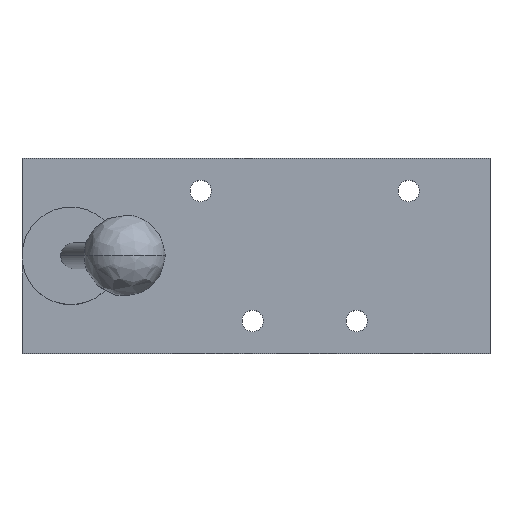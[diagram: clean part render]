
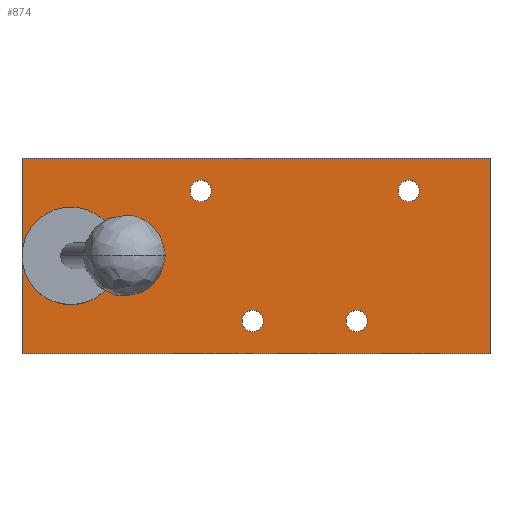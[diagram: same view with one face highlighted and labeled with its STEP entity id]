
A CAD part, top view. The second image highlights one B-rep face of the part: STEP entity #874.
In plain terms, the highlighted planar face has unit normal (0, 0, 1).
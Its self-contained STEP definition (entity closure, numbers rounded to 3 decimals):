
#1 = DIRECTION ( 'NONE',  ( 0., 1., 0. ) ) ;
#2 = EDGE_CURVE ( 'NONE', #855, #529, #659, .T. ) ;
#6 = CIRCLE ( 'NONE', #811, 15. ) ;
#42 = EDGE_LOOP ( 'NONE', ( #832, #652 ) ) ;
#56 = CARTESIAN_POINT ( 'NONE',  ( -80., 44., 30. ) ) ;
#64 = CIRCLE ( 'NONE', #284, 3.3 ) ;
#68 = CARTESIAN_POINT ( 'NONE',  ( -25., 34., 30. ) ) ;
#72 = VERTEX_POINT ( 'NONE', #392 ) ;
#75 = VERTEX_POINT ( 'NONE', #907 ) ;
#76 = ORIENTED_EDGE ( 'NONE', *, *, #261, .F. ) ;
#100 = ORIENTED_EDGE ( 'NONE', *, *, #213, .F. ) ;
#101 = ORIENTED_EDGE ( 'NONE', *, *, #1041, .T. ) ;
#103 = CARTESIAN_POINT ( 'NONE',  ( -25., 34., 30. ) ) ;
#105 = VECTOR ( 'NONE', #271, 1000. ) ;
#110 = ORIENTED_EDGE ( 'NONE', *, *, #422, .F. ) ;
#111 = DIRECTION ( 'NONE',  ( 0., 0., 1. ) ) ;
#113 = CARTESIAN_POINT ( 'NONE',  ( 64., 44., 30. ) ) ;
#120 = VECTOR ( 'NONE', #972, 1000. ) ;
#140 = VERTEX_POINT ( 'NONE', #143 ) ;
#141 = VERTEX_POINT ( 'NONE', #56 ) ;
#143 = CARTESIAN_POINT ( 'NONE',  ( 23., -2.7, 30. ) ) ;
#149 = CARTESIAN_POINT ( 'NONE',  ( -80., -16., 30. ) ) ;
#151 = DIRECTION ( 'NONE',  ( 0., 0., 1. ) ) ;
#156 = CARTESIAN_POINT ( 'NONE',  ( 23., -6., 30. ) ) ;
#164 = CIRCLE ( 'NONE', #263, 15. ) ;
#169 = CARTESIAN_POINT ( 'NONE',  ( -25., 30.7, 30. ) ) ;
#175 = CARTESIAN_POINT ( 'NONE',  ( -8., -16., 30. ) ) ;
#182 = CARTESIAN_POINT ( 'NONE',  ( -9., -6., 30. ) ) ;
#189 = ORIENTED_EDGE ( 'NONE', *, *, #1048, .F. ) ;
#191 = DIRECTION ( 'NONE',  ( 0., 0., 1. ) ) ;
#193 = EDGE_CURVE ( 'NONE', #141, #441, #899, .T. ) ;
#213 = EDGE_CURVE ( 'NONE', #441, #855, #540, .T. ) ;
#219 = EDGE_CURVE ( 'NONE', #674, #639, #1077, .T. ) ;
#253 = CARTESIAN_POINT ( 'NONE',  ( -65., 14., 30. ) ) ;
#254 = AXIS2_PLACEMENT_3D ( 'NONE', #103, #812, #288 ) ;
#261 = EDGE_CURVE ( 'NONE', #140, #301, #393, .T. ) ;
#263 = AXIS2_PLACEMENT_3D ( 'NONE', #716, #1143, #280 ) ;
#271 = DIRECTION ( 'NONE',  ( 1., 0., 0. ) ) ;
#273 = DIRECTION ( 'NONE',  ( -1., 0., 0. ) ) ;
#280 = DIRECTION ( 'NONE',  ( -1., 0., 0. ) ) ;
#284 = AXIS2_PLACEMENT_3D ( 'NONE', #182, #191, #1 ) ;
#288 = DIRECTION ( 'NONE',  ( 0., 1., 0. ) ) ;
#299 = ORIENTED_EDGE ( 'NONE', *, *, #193, .F. ) ;
#301 = VERTEX_POINT ( 'NONE', #368 ) ;
#303 = VECTOR ( 'NONE', #466, 1000. ) ;
#309 = AXIS2_PLACEMENT_3D ( 'NONE', #68, #536, #942 ) ;
#310 = CARTESIAN_POINT ( 'NONE',  ( -80., -16., 30. ) ) ;
#324 = FACE_BOUND ( 'NONE', #952, .T. ) ;
#340 = CIRCLE ( 'NONE', #423, 3.3 ) ;
#358 = EDGE_CURVE ( 'NONE', #794, #141, #700, .T. ) ;
#368 = CARTESIAN_POINT ( 'NONE',  ( 23., -9.3, 30. ) ) ;
#370 = EDGE_CURVE ( 'NONE', #639, #674, #567, .T. ) ;
#392 = CARTESIAN_POINT ( 'NONE',  ( 39., 37.3, 30. ) ) ;
#393 = CIRCLE ( 'NONE', #453, 3.3 ) ;
#421 = DIRECTION ( 'NONE',  ( 1., 0., 0. ) ) ;
#422 = EDGE_CURVE ( 'NONE', #529, #794, #678, .T. ) ;
#423 = AXIS2_PLACEMENT_3D ( 'NONE', #785, #450, #876 ) ;
#430 = DIRECTION ( 'NONE',  ( 0., 0., 1. ) ) ;
#441 = VERTEX_POINT ( 'NONE', #113 ) ;
#447 = CARTESIAN_POINT ( 'NONE',  ( 39., 34., 30. ) ) ;
#449 = VECTOR ( 'NONE', #737, 1000. ) ;
#450 = DIRECTION ( 'NONE',  ( 0., 0., 1. ) ) ;
#453 = AXIS2_PLACEMENT_3D ( 'NONE', #879, #430, #711 ) ;
#466 = DIRECTION ( 'NONE',  ( 0., 1., 0. ) ) ;
#474 = CIRCLE ( 'NONE', #538, 3.3 ) ;
#480 = CARTESIAN_POINT ( 'NONE',  ( -80., 14., 30. ) ) ;
#484 = AXIS2_PLACEMENT_3D ( 'NONE', #149, #584, #421 ) ;
#527 = CIRCLE ( 'NONE', #665, 3.3 ) ;
#529 = VERTEX_POINT ( 'NONE', #310 ) ;
#536 = DIRECTION ( 'NONE',  ( 0., 0., 1. ) ) ;
#538 = AXIS2_PLACEMENT_3D ( 'NONE', #156, #151, #1132 ) ;
#540 = LINE ( 'NONE', #1032, #120 ) ;
#545 = ORIENTED_EDGE ( 'NONE', *, *, #1135, .F. ) ;
#551 = ORIENTED_EDGE ( 'NONE', *, *, #358, .F. ) ;
#557 = CARTESIAN_POINT ( 'NONE',  ( 39., 34., 30. ) ) ;
#567 = CIRCLE ( 'NONE', #254, 3.3 ) ;
#575 = VERTEX_POINT ( 'NONE', #761 ) ;
#584 = DIRECTION ( 'NONE',  ( 0., 0., 1. ) ) ;
#595 = CARTESIAN_POINT ( 'NONE',  ( -25., 37.3, 30. ) ) ;
#607 = ORIENTED_EDGE ( 'NONE', *, *, #825, .F. ) ;
#614 = CIRCLE ( 'NONE', #680, 3.3 ) ;
#615 = FACE_OUTER_BOUND ( 'NONE', #1118, .T. ) ;
#636 = ORIENTED_EDGE ( 'NONE', *, *, #2, .F. ) ;
#638 = EDGE_CURVE ( 'NONE', #301, #140, #474, .T. ) ;
#639 = VERTEX_POINT ( 'NONE', #595 ) ;
#642 = CARTESIAN_POINT ( 'NONE',  ( -80., 14., 30. ) ) ;
#652 = ORIENTED_EDGE ( 'NONE', *, *, #219, .F. ) ;
#659 = LINE ( 'NONE', #175, #787 ) ;
#661 = ORIENTED_EDGE ( 'NONE', *, *, #638, .F. ) ;
#665 = AXIS2_PLACEMENT_3D ( 'NONE', #447, #1134, #767 ) ;
#674 = VERTEX_POINT ( 'NONE', #169 ) ;
#678 = LINE ( 'NONE', #480, #449 ) ;
#680 = AXIS2_PLACEMENT_3D ( 'NONE', #557, #111, #1075 ) ;
#700 = LINE ( 'NONE', #642, #303 ) ;
#711 = DIRECTION ( 'NONE',  ( 0., 1., 0. ) ) ;
#716 = CARTESIAN_POINT ( 'NONE',  ( -65., 14., 30. ) ) ;
#734 = ORIENTED_EDGE ( 'NONE', *, *, #786, .T. ) ;
#737 = DIRECTION ( 'NONE',  ( 0., 1., 0. ) ) ;
#746 = EDGE_LOOP ( 'NONE', ( #76, #661 ) ) ;
#761 = CARTESIAN_POINT ( 'NONE',  ( -9., -9.3, 30. ) ) ;
#767 = DIRECTION ( 'NONE',  ( 0., 1., 0. ) ) ;
#775 = VERTEX_POINT ( 'NONE', #1130 ) ;
#778 = DIRECTION ( 'NONE',  ( -1., 0., 0. ) ) ;
#785 = CARTESIAN_POINT ( 'NONE',  ( -9., -6., 30. ) ) ;
#786 = EDGE_CURVE ( 'NONE', #775, #794, #6, .T. ) ;
#787 = VECTOR ( 'NONE', #273, 1000. ) ;
#793 = CARTESIAN_POINT ( 'NONE',  ( 64., -16., 30. ) ) ;
#794 = VERTEX_POINT ( 'NONE', #864 ) ;
#811 = AXIS2_PLACEMENT_3D ( 'NONE', #253, #861, #778 ) ;
#812 = DIRECTION ( 'NONE',  ( 0., 0., 1. ) ) ;
#825 = EDGE_CURVE ( 'NONE', #575, #1011, #340, .T. ) ;
#832 = ORIENTED_EDGE ( 'NONE', *, *, #370, .F. ) ;
#846 = EDGE_LOOP ( 'NONE', ( #189, #607 ) ) ;
#855 = VERTEX_POINT ( 'NONE', #793 ) ;
#861 = DIRECTION ( 'NONE',  ( 0., 0., -1. ) ) ;
#864 = CARTESIAN_POINT ( 'NONE',  ( -80., 14., 30. ) ) ;
#874 = ADVANCED_FACE ( 'NONE', ( #890, #980, #1101, #324, #615 ), #1001, .T. ) ;
#876 = DIRECTION ( 'NONE',  ( 0., 1., 0. ) ) ;
#879 = CARTESIAN_POINT ( 'NONE',  ( 23., -6., 30. ) ) ;
#890 = FACE_BOUND ( 'NONE', #746, .T. ) ;
#899 = LINE ( 'NONE', #928, #105 ) ;
#907 = CARTESIAN_POINT ( 'NONE',  ( 39., 30.7, 30. ) ) ;
#923 = EDGE_CURVE ( 'NONE', #72, #75, #527, .T. ) ;
#928 = CARTESIAN_POINT ( 'NONE',  ( -8., 44., 30. ) ) ;
#942 = DIRECTION ( 'NONE',  ( 0., 1., 0. ) ) ;
#952 = EDGE_LOOP ( 'NONE', ( #974, #545 ) ) ;
#972 = DIRECTION ( 'NONE',  ( 0., -1., 0. ) ) ;
#974 = ORIENTED_EDGE ( 'NONE', *, *, #923, .F. ) ;
#980 = FACE_BOUND ( 'NONE', #846, .T. ) ;
#1001 = PLANE ( 'NONE',  #484 ) ;
#1011 = VERTEX_POINT ( 'NONE', #1060 ) ;
#1032 = CARTESIAN_POINT ( 'NONE',  ( 64., 14., 30. ) ) ;
#1041 = EDGE_CURVE ( 'NONE', #794, #775, #164, .T. ) ;
#1048 = EDGE_CURVE ( 'NONE', #1011, #575, #64, .T. ) ;
#1060 = CARTESIAN_POINT ( 'NONE',  ( -9., -2.7, 30. ) ) ;
#1075 = DIRECTION ( 'NONE',  ( 0., 1., 0. ) ) ;
#1077 = CIRCLE ( 'NONE', #309, 3.3 ) ;
#1101 = FACE_BOUND ( 'NONE', #42, .T. ) ;
#1118 = EDGE_LOOP ( 'NONE', ( #551, #101, #734, #110, #636, #100, #299 ) ) ;
#1130 = CARTESIAN_POINT ( 'NONE',  ( -50., 14., 30. ) ) ;
#1132 = DIRECTION ( 'NONE',  ( 0., 1., 0. ) ) ;
#1134 = DIRECTION ( 'NONE',  ( 0., 0., 1. ) ) ;
#1135 = EDGE_CURVE ( 'NONE', #75, #72, #614, .T. ) ;
#1143 = DIRECTION ( 'NONE',  ( 0., 0., -1. ) ) ;
